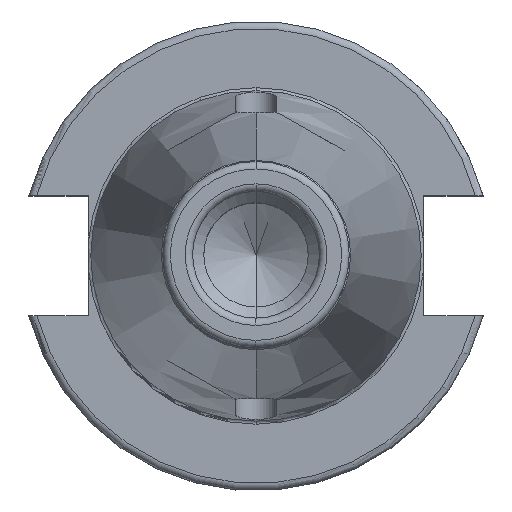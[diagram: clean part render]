
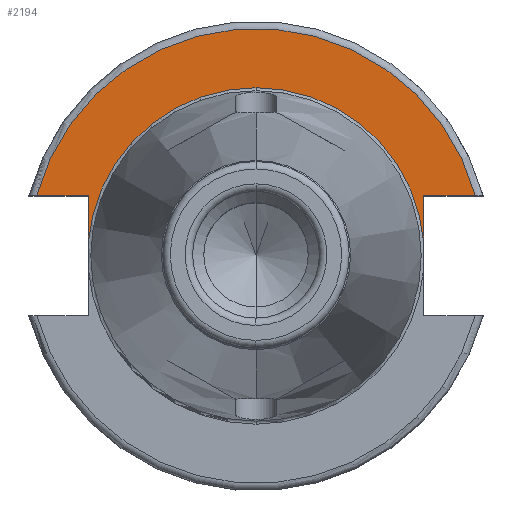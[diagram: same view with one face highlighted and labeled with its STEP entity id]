
A CAD part, top view. The second image highlights one B-rep face of the part: STEP entity #2194.
In plain terms, the highlighted planar face has unit normal (0, 0, 1).
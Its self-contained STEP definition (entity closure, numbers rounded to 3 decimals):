
#654=CARTESIAN_POINT('',(0,0,10));
#655=DIRECTION('',(0,0,1));
#656=DIRECTION('',(0,1,0));
#657=AXIS2_PLACEMENT_3D('',#654,#655,#656);
#738=DIRECTION('',(0,1,0));
#739=VECTOR('',#738,6.317);
#740=CARTESIAN_POINT('',(-22.5,1.733,10));
#741=LINE('',#740,#739);
#742=DIRECTION('',(1,0,0));
#743=VECTOR('',#742,6.918);
#744=CARTESIAN_POINT('',(-29.418,8.05,10));
#745=LINE('',#744,#743);
#746=DIRECTION('',(-1,0,0));
#747=VECTOR('',#746,6.918);
#748=CARTESIAN_POINT('',(29.418,8.05,10));
#749=LINE('',#748,#747);
#750=DIRECTION('',(0,-1,0));
#751=VECTOR('',#750,6.317);
#752=CARTESIAN_POINT('',(22.5,8.05,10));
#753=LINE('',#752,#751);
#768=CARTESIAN_POINT('',(0,0,10));
#769=DIRECTION('',(0,0,-1));
#770=DIRECTION('',(0,1,0));
#771=AXIS2_PLACEMENT_3D('',#768,#769,#770);
#899=CARTESIAN_POINT('',(0,0,10));
#900=DIRECTION('',(0,0,1));
#901=DIRECTION('',(0.965,0.264,0));
#902=AXIS2_PLACEMENT_3D('',#899,#900,#901);
#1037=CARTESIAN_POINT('',(0,22.567,10));
#1039=VERTEX_POINT('',#1037);
#1169=CARTESIAN_POINT('',(-22.5,1.733,10));
#1170=CARTESIAN_POINT('',(-22.5,8.05,10));
#1171=VERTEX_POINT('',#1169);
#1172=VERTEX_POINT('',#1170);
#1173=CARTESIAN_POINT('',(-29.418,8.05,10));
#1174=VERTEX_POINT('',#1173);
#1175=CARTESIAN_POINT('',(22.5,8.05,10));
#1176=CARTESIAN_POINT('',(22.5,1.733,10));
#1177=VERTEX_POINT('',#1175);
#1178=VERTEX_POINT('',#1176);
#1185=CARTESIAN_POINT('',(29.418,8.05,10));
#1186=VERTEX_POINT('',#1185);
#2175=CARTESIAN_POINT('',(0,0,10));
#2176=DIRECTION('',(0,0,-1));
#2177=DIRECTION('',(0,-1,0));
#2178=AXIS2_PLACEMENT_3D('',#2175,#2176,#2177);
#2179=PLANE('',#2178);
#2180=ORIENTED_EDGE('',*,*,#2087,.T.);
#2182=ORIENTED_EDGE('',*,*,#2181,.F.);
#2184=ORIENTED_EDGE('',*,*,#2183,.F.);
#2186=ORIENTED_EDGE('',*,*,#2185,.T.);
#2188=ORIENTED_EDGE('',*,*,#2187,.T.);
#2190=ORIENTED_EDGE('',*,*,#2189,.F.);
#2191=ORIENTED_EDGE('',*,*,#2066,.T.);
#2192=EDGE_LOOP('',(#2180,#2182,#2184,#2186,#2188,#2190,#2191));
#2193=FACE_OUTER_BOUND('',#2192,.F.);
#2194=ADVANCED_FACE('',(#2193),#2179,.F.);
#658=CIRCLE('',#657,22.567);
#772=CIRCLE('',#771,22.567);
#903=CIRCLE('',#902,30.5);
#2066=EDGE_CURVE('',#1039,#1171,#658,.T.);
#2087=EDGE_CURVE('',#1171,#1172,#741,.T.);
#2181=EDGE_CURVE('',#1174,#1172,#745,.T.);
#2183=EDGE_CURVE('',#1186,#1174,#903,.T.);
#2185=EDGE_CURVE('',#1186,#1177,#749,.T.);
#2187=EDGE_CURVE('',#1177,#1178,#753,.T.);
#2189=EDGE_CURVE('',#1039,#1178,#772,.T.);
